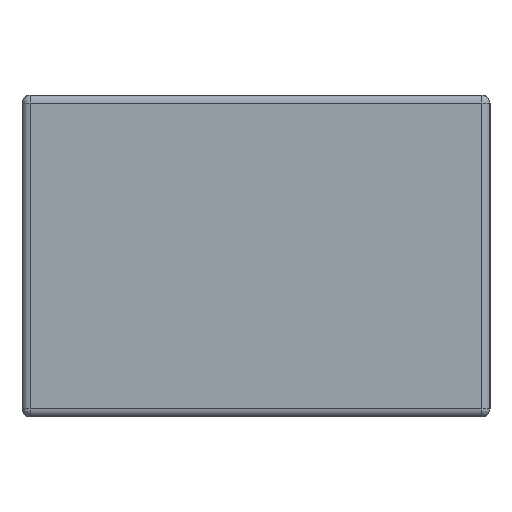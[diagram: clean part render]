
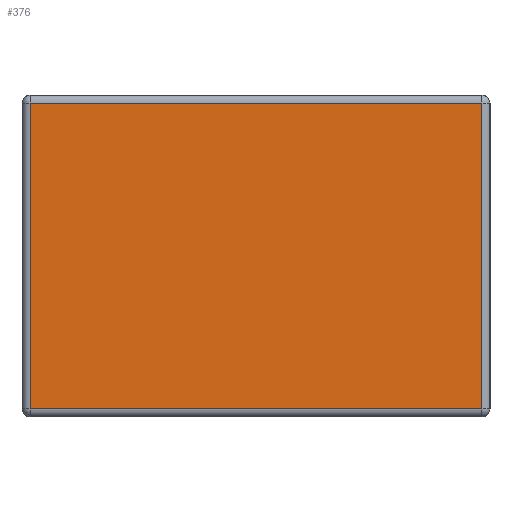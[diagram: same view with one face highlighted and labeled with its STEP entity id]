
A CAD part, left-side view. The second image highlights one B-rep face of the part: STEP entity #376.
In plain terms, the highlighted planar face has unit normal (-1, 0, 0).
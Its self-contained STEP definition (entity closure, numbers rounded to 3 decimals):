
#376 = ADVANCED_FACE('',(#377),#411,.T.);
#377 = FACE_BOUND('',#378,.T.);
#378 = EDGE_LOOP('',(#379,#389,#397,#405));
#379 = ORIENTED_EDGE('',*,*,#380,.T.);
#380 = EDGE_CURVE('',#381,#383,#385,.T.);
#381 = VERTEX_POINT('',#382);
#382 = CARTESIAN_POINT('',(-0.8,0.386,0.536));
#383 = VERTEX_POINT('',#384);
#384 = CARTESIAN_POINT('',(-0.8,0.386,0.014));
#385 = LINE('',#386,#387);
#386 = CARTESIAN_POINT('',(-0.8,0.386,0.));
#387 = VECTOR('',#388,1.);
#388 = DIRECTION('',(0.,0.,-1.));
#389 = ORIENTED_EDGE('',*,*,#390,.T.);
#390 = EDGE_CURVE('',#383,#391,#393,.T.);
#391 = VERTEX_POINT('',#392);
#392 = CARTESIAN_POINT('',(-0.8,-0.386,0.014));
#393 = LINE('',#394,#395);
#394 = CARTESIAN_POINT('',(-0.8,0.4,0.014));
#395 = VECTOR('',#396,1.);
#396 = DIRECTION('',(0.,-1.,0.));
#397 = ORIENTED_EDGE('',*,*,#398,.T.);
#398 = EDGE_CURVE('',#391,#399,#401,.T.);
#399 = VERTEX_POINT('',#400);
#400 = CARTESIAN_POINT('',(-0.8,-0.386,0.536));
#401 = LINE('',#402,#403);
#402 = CARTESIAN_POINT('',(-0.8,-0.386,0.55));
#403 = VECTOR('',#404,1.);
#404 = DIRECTION('',(0.,0.,1.));
#405 = ORIENTED_EDGE('',*,*,#406,.T.);
#406 = EDGE_CURVE('',#399,#381,#407,.T.);
#407 = LINE('',#408,#409);
#408 = CARTESIAN_POINT('',(-0.8,0.4,0.536));
#409 = VECTOR('',#410,1.);
#410 = DIRECTION('',(0.,1.,0.));
#411 = PLANE('',#412);
#412 = AXIS2_PLACEMENT_3D('',#413,#414,#415);
#413 = CARTESIAN_POINT('',(-0.8,0.4,0.55));
#414 = DIRECTION('',(-1.,0.,0.));
#415 = DIRECTION('',(0.,0.,-1.));
